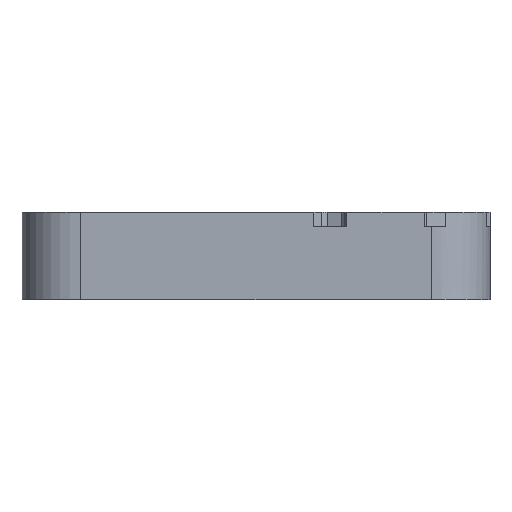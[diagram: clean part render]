
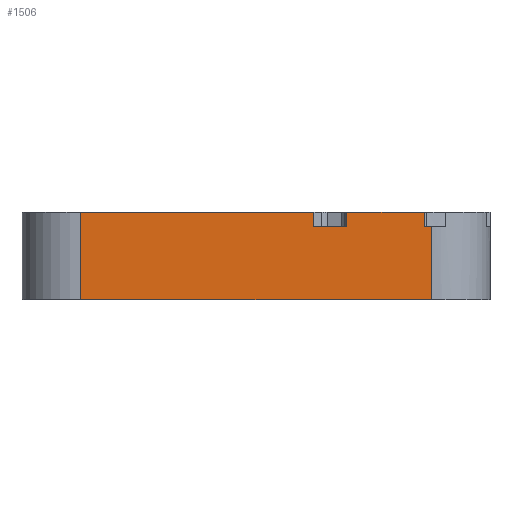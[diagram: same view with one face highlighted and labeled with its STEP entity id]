
A CAD part, left-side view. The second image highlights one B-rep face of the part: STEP entity #1506.
In plain terms, the highlighted planar face has unit normal (-1, 0, 0).
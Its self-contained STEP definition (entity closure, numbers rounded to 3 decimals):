
#64=B_SPLINE_CURVE_WITH_KNOTS('',3,(#2133,#2134,#2135,#2136,#2137,#2138),
 .UNSPECIFIED.,.F.,.F.,(4,2,4),(-0.095,-0.087,
-0.045),.UNSPECIFIED.);
#132=PLANE('',#1610);
#207=FACE_OUTER_BOUND('',#287,.T.);
#287=EDGE_LOOP('',(#1388,#1389,#1390,#1391,#1392,#1393,#1394,#1395,#1396,
#1397));
#315=LINE('',#2095,#464);
#319=LINE('',#2103,#468);
#334=LINE('',#2176,#483);
#389=LINE('',#2440,#538);
#400=LINE('',#2514,#549);
#406=LINE('',#2551,#555);
#430=LINE('',#2665,#579);
#439=LINE('',#2686,#588);
#440=LINE('',#2688,#589);
#464=VECTOR('',#1664,10.);
#468=VECTOR('',#1668,10.);
#483=VECTOR('',#1697,10.);
#538=VECTOR('',#1804,10.);
#549=VECTOR('',#1835,10.);
#555=VECTOR('',#1849,10.);
#579=VECTOR('',#1905,10.);
#588=VECTOR('',#1928,10.);
#589=VECTOR('',#1931,10.);
#660=VERTEX_POINT('',#2089);
#661=VERTEX_POINT('',#2094);
#664=VERTEX_POINT('',#2100);
#665=VERTEX_POINT('',#2102);
#674=VERTEX_POINT('',#2132);
#680=VERTEX_POINT('',#2175);
#719=VERTEX_POINT('',#2439);
#731=VERTEX_POINT('',#2549);
#756=VERTEX_POINT('',#2662);
#757=VERTEX_POINT('',#2664);
#808=EDGE_CURVE('',#661,#660,#315,.T.);
#812=EDGE_CURVE('',#665,#664,#319,.T.);
#824=EDGE_CURVE('',#660,#674,#64,.F.);
#834=EDGE_CURVE('',#664,#680,#334,.T.);
#906=EDGE_CURVE('',#719,#661,#389,.T.);
#923=EDGE_CURVE('',#719,#680,#400,.T.);
#932=EDGE_CURVE('',#731,#674,#406,.T.);
#969=EDGE_CURVE('',#757,#756,#430,.T.);
#980=EDGE_CURVE('',#757,#731,#439,.T.);
#981=EDGE_CURVE('',#756,#665,#440,.T.);
#1388=ORIENTED_EDGE('',*,*,#824,.T.);
#1389=ORIENTED_EDGE('',*,*,#932,.F.);
#1390=ORIENTED_EDGE('',*,*,#980,.F.);
#1391=ORIENTED_EDGE('',*,*,#969,.T.);
#1392=ORIENTED_EDGE('',*,*,#981,.T.);
#1393=ORIENTED_EDGE('',*,*,#812,.T.);
#1394=ORIENTED_EDGE('',*,*,#834,.T.);
#1395=ORIENTED_EDGE('',*,*,#923,.F.);
#1396=ORIENTED_EDGE('',*,*,#906,.T.);
#1397=ORIENTED_EDGE('',*,*,#808,.T.);
#1506=ADVANCED_FACE('',(#207),#132,.T.);
#1610=AXIS2_PLACEMENT_3D('',#2687,#1929,#1930);
#1664=DIRECTION('',(0.,1.,0.));
#1668=DIRECTION('',(0.,1.,0.));
#1697=DIRECTION('',(0.,0.,1.));
#1804=DIRECTION('',(0.,0.,-1.));
#1835=DIRECTION('',(0.,-1.,0.));
#1849=DIRECTION('',(0.,-1.,0.));
#1905=DIRECTION('',(0.,-1.,0.));
#1928=DIRECTION('',(0.,0.,1.));
#1929=DIRECTION('center_axis',(-1.,0.,0.));
#1930=DIRECTION('ref_axis',(0.,-1.,0.));
#1931=DIRECTION('',(0.,0.,1.));
#2089=CARTESIAN_POINT('',(-0.328,20.101,23.776));
#2094=CARTESIAN_POINT('',(-0.328,18.985,23.776));
#2095=CARTESIAN_POINT('',(-0.328,22.077,23.776));
#2100=CARTESIAN_POINT('',(-0.328,16.32,23.776));
#2102=CARTESIAN_POINT('',(-0.328,16.082,23.776));
#2103=CARTESIAN_POINT('',(-0.328,22.077,23.776));
#2132=CARTESIAN_POINT('',(-0.328,20.101,24.276));
#2133=CARTESIAN_POINT('Ctrl Pts',(-0.328,20.101,24.276));
#2134=CARTESIAN_POINT('Ctrl Pts',(-0.328,20.101,24.251));
#2135=CARTESIAN_POINT('Ctrl Pts',(-0.328,20.101,24.226));
#2136=CARTESIAN_POINT('Ctrl Pts',(-0.328,20.101,24.059));
#2137=CARTESIAN_POINT('Ctrl Pts',(-0.328,20.101,23.918));
#2138=CARTESIAN_POINT('Ctrl Pts',(-0.328,20.101,23.776));
#2175=CARTESIAN_POINT('',(-0.328,16.32,24.276));
#2176=CARTESIAN_POINT('',(-0.328,16.32,22.176));
#2439=CARTESIAN_POINT('',(-0.328,18.985,24.276));
#2440=CARTESIAN_POINT('',(-0.328,18.985,22.176));
#2514=CARTESIAN_POINT('',(-0.328,25.082,24.276));
#2549=CARTESIAN_POINT('',(-0.328,28.082,24.276));
#2551=CARTESIAN_POINT('',(-0.328,25.082,24.276));
#2662=CARTESIAN_POINT('',(-0.328,16.082,21.276));
#2664=CARTESIAN_POINT('',(-0.328,28.082,21.276));
#2665=CARTESIAN_POINT('',(-0.328,25.082,21.276));
#2686=CARTESIAN_POINT('',(-0.328,28.082,20.276));
#2687=CARTESIAN_POINT('Origin',(-0.328,28.082,20.276));
#2688=CARTESIAN_POINT('',(-0.328,16.082,20.276));
